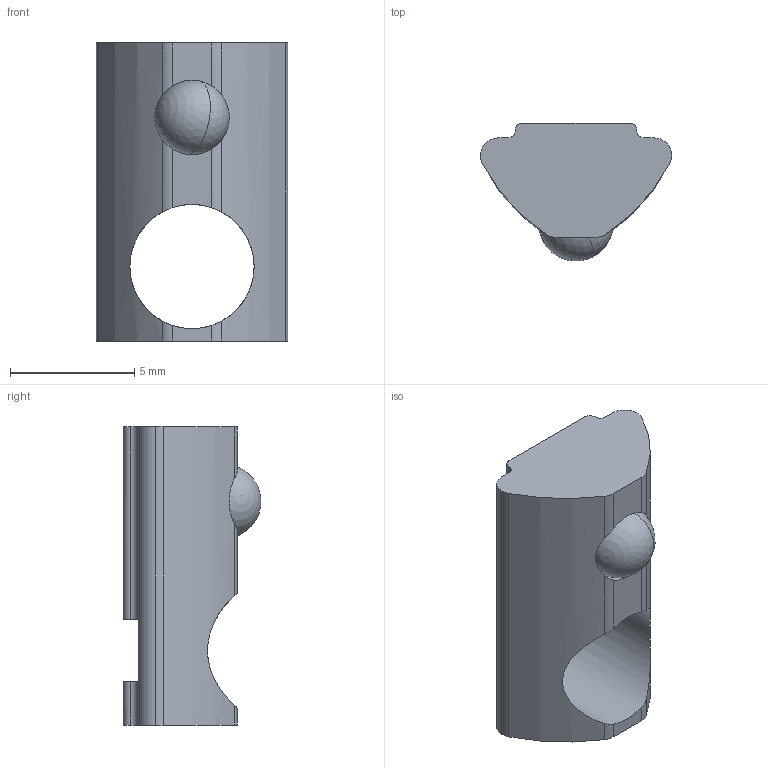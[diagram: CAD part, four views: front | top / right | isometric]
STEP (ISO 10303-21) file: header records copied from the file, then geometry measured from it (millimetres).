
FILE_DESCRIPTION (( 'STEP AP203' ), '1' );
FILE_NAME ('252200136_c_1.STEP', '2022-12-19T01:53:56', ( '' ), ( '' ), 'SwSTEP 2.0', 'SolidWorks 2014', '' );
FILE_SCHEMA (( 'CONFIG_CONTROL_DESIGN' ));
Length unit declared in the file: millimetre
Products named in the file (1): 252200136_c_1
Bounding box: 7.7 x 5.54 x 12 mm (x, y, z)
Volume: 214.5 mm3; surface area: 376.3 mm2
Topology: 2 solids, 2 shells, 41 faces, 122 edges, 81 vertices
Faces by surface type: cylinder 23, plane 14, sphere 2, cone 2
Entity records: 1516 total; most frequent: CARTESIAN_POINT 351, ORIENTED_EDGE 234, DIRECTION 231, EDGE_CURVE 117, AXIS2_PLACEMENT_3D 90, VERTEX_POINT 78, VECTOR 51, LINE 51
